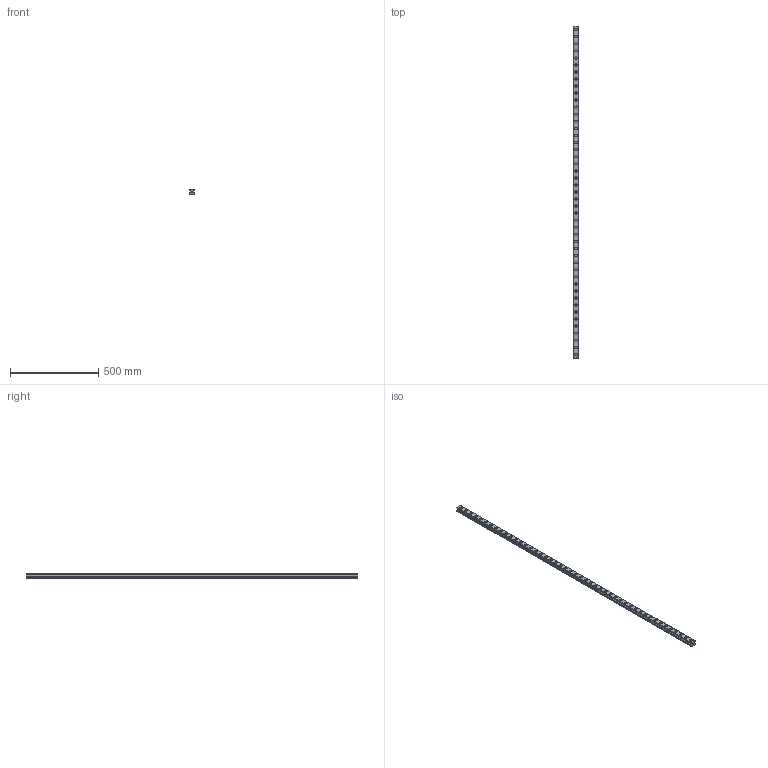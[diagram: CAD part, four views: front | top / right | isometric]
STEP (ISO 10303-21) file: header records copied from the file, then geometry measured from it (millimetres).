
FILE_DESCRIPTION(('STEP AP214'),'1');
FILE_NAME('cctmp_08E573C3-A781-4560-B13C-0DD7436F896E_2021_03_11_14_32_17_0607..stp','2021-03-11T13:32:17',('HIWIN GmbH'),('CADClick - www.CADClick.com'),'Spatial InterOp 3D',' ','unknown authorization');
FILE_SCHEMA(('AUTOMOTIVE_DESIGN'));
Length unit declared in the file: millimetre
Products named in the file (1): RGR30R1880H_FILE
Bounding box: 28 x 1880 x 28 mm (x, y, z)
Volume: 1078864.2 mm3; surface area: 279315.7 mm2
Topology: 1 solids, 1 shells, 538 faces, 1173 edges, 782 vertices
Faces by surface type: cylinder 300, plane 238
Entity records: 19305 total; most frequent: DIRECTION 2851, CARTESIAN_POINT 2494, ORIENTED_EDGE 2346, EDGE_CURVE 1173, AXIS2_PLACEMENT_3D 1139, VERTEX_POINT 782, EDGE_LOOP 683, CIRCLE 600
